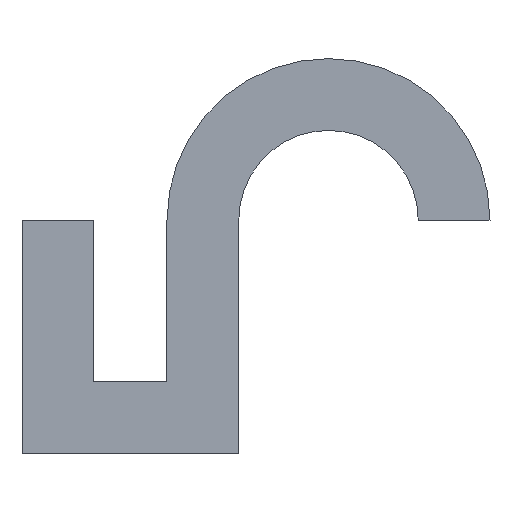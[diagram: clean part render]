
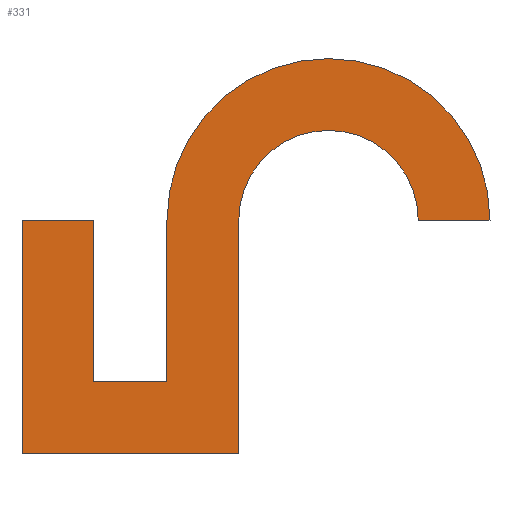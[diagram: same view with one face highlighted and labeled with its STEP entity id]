
A CAD part, left-side view. The second image highlights one B-rep face of the part: STEP entity #331.
In plain terms, the highlighted planar face has unit normal (-1, 0, 0).
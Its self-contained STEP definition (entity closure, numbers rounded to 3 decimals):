
#22 = VERTEX_POINT('',#23);
#23 = CARTESIAN_POINT('',(-8.,8.08,26.));
#40 = VERTEX_POINT('',#41);
#41 = CARTESIAN_POINT('',(-8.,8.08,8.));
#47 = EDGE_CURVE('',#22,#40,#48,.T.);
#48 = LINE('',#49,#50);
#49 = CARTESIAN_POINT('',(-8.,8.08,26.));
#50 = VECTOR('',#51,1.);
#51 = DIRECTION('',(0.,0.,-1.));
#71 = VERTEX_POINT('',#72);
#72 = CARTESIAN_POINT('',(-8.,-0.08,8.));
#78 = EDGE_CURVE('',#40,#71,#79,.T.);
#79 = LINE('',#80,#81);
#80 = CARTESIAN_POINT('',(-8.,8.08,8.));
#81 = VECTOR('',#82,1.);
#82 = DIRECTION('',(0.,-1.,0.));
#102 = VERTEX_POINT('',#103);
#103 = CARTESIAN_POINT('',(-8.,-0.08,26.));
#109 = EDGE_CURVE('',#71,#102,#110,.T.);
#110 = LINE('',#111,#112);
#111 = CARTESIAN_POINT('',(-8.,-0.08,8.));
#112 = VECTOR('',#113,1.);
#113 = DIRECTION('',(0.,0.,1.));
#134 = VERTEX_POINT('',#135);
#135 = CARTESIAN_POINT('',(-8.,-36.08,26.));
#141 = EDGE_CURVE('',#102,#134,#142,.T.);
#142 = CIRCLE('',#143,18.);
#143 = AXIS2_PLACEMENT_3D('',#144,#145,#146);
#144 = CARTESIAN_POINT('',(-8.,-18.08,26.));
#145 = DIRECTION('',(1.,0.,0.));
#146 = DIRECTION('',(0.,1.,0.));
#157 = VERTEX_POINT('',#158);
#158 = CARTESIAN_POINT('',(-8.,-28.08,26.));
#173 = EDGE_CURVE('',#157,#134,#174,.T.);
#174 = LINE('',#175,#176);
#175 = CARTESIAN_POINT('',(-8.,-28.08,26.));
#176 = VECTOR('',#177,1.);
#177 = DIRECTION('',(0.,-1.,0.));
#188 = VERTEX_POINT('',#189);
#189 = CARTESIAN_POINT('',(-8.,-8.08,26.));
#205 = EDGE_CURVE('',#188,#157,#206,.T.);
#206 = CIRCLE('',#207,10.);
#207 = AXIS2_PLACEMENT_3D('',#208,#209,#210);
#208 = CARTESIAN_POINT('',(-8.,-18.08,26.));
#209 = DIRECTION('',(1.,0.,0.));
#210 = DIRECTION('',(0.,1.,0.));
#221 = VERTEX_POINT('',#222);
#222 = CARTESIAN_POINT('',(-8.,-8.08,0.));
#237 = EDGE_CURVE('',#221,#188,#238,.T.);
#238 = LINE('',#239,#240);
#239 = CARTESIAN_POINT('',(-8.,-8.08,0.));
#240 = VECTOR('',#241,1.);
#241 = DIRECTION('',(0.,0.,1.));
#252 = VERTEX_POINT('',#253);
#253 = CARTESIAN_POINT('',(-8.,16.08,0.));
#268 = EDGE_CURVE('',#252,#221,#269,.T.);
#269 = LINE('',#270,#271);
#270 = CARTESIAN_POINT('',(-8.,16.08,0.));
#271 = VECTOR('',#272,1.);
#272 = DIRECTION('',(0.,-1.,0.));
#283 = VERTEX_POINT('',#284);
#284 = CARTESIAN_POINT('',(-8.,16.08,26.));
#299 = EDGE_CURVE('',#283,#252,#300,.T.);
#300 = LINE('',#301,#302);
#301 = CARTESIAN_POINT('',(-8.,16.08,26.));
#302 = VECTOR('',#303,1.);
#303 = DIRECTION('',(0.,0.,-1.));
#321 = EDGE_CURVE('',#22,#283,#322,.T.);
#322 = LINE('',#323,#324);
#323 = CARTESIAN_POINT('',(-8.,8.08,26.));
#324 = VECTOR('',#325,1.);
#325 = DIRECTION('',(0.,1.,0.));
#331 = ADVANCED_FACE('',(#332),#344,.F.);
#332 = FACE_BOUND('',#333,.F.);
#333 = EDGE_LOOP('',(#334,#335,#336,#337,#338,#339,#340,#341,#342,#343)
  );
#334 = ORIENTED_EDGE('',*,*,#47,.T.);
#335 = ORIENTED_EDGE('',*,*,#78,.T.);
#336 = ORIENTED_EDGE('',*,*,#109,.T.);
#337 = ORIENTED_EDGE('',*,*,#141,.T.);
#338 = ORIENTED_EDGE('',*,*,#173,.F.);
#339 = ORIENTED_EDGE('',*,*,#205,.F.);
#340 = ORIENTED_EDGE('',*,*,#237,.F.);
#341 = ORIENTED_EDGE('',*,*,#268,.F.);
#342 = ORIENTED_EDGE('',*,*,#299,.F.);
#343 = ORIENTED_EDGE('',*,*,#321,.F.);
#344 = PLANE('',#345);
#345 = AXIS2_PLACEMENT_3D('',#346,#347,#348);
#346 = CARTESIAN_POINT('',(-8.,-5.435,21.277));
#347 = DIRECTION('',(1.,0.,0.));
#348 = DIRECTION('',(0.,0.,1.));
